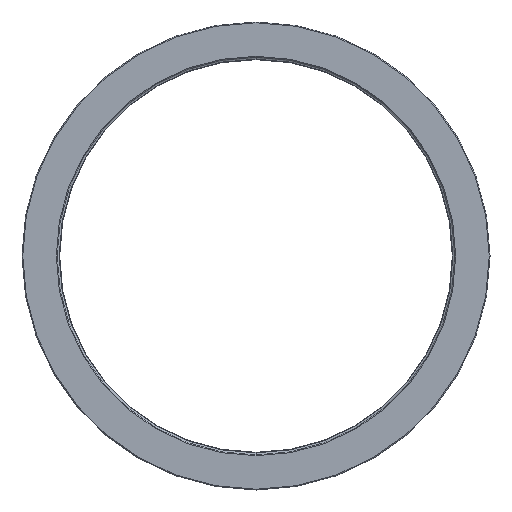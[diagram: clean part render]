
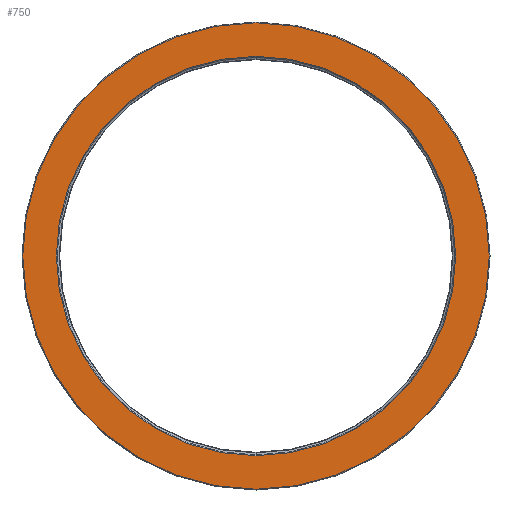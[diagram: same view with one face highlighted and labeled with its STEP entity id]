
A CAD part, front view. The second image highlights one B-rep face of the part: STEP entity #750.
In plain terms, the highlighted planar face has unit normal (0, -1, 0).
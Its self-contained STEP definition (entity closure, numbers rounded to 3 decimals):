
#26 = DIRECTION ( 'NONE',  ( 0., 0., -1. ) ) ;
#27 = DIRECTION ( 'NONE',  ( 0., 1., 0. ) ) ;
#28 = CARTESIAN_POINT ( 'NONE',  ( 0., 0., 0. ) ) ;
#30 = VERTEX_POINT ( 'NONE', #323 ) ;
#62 = DIRECTION ( 'NONE',  ( 0., 0., -1. ) ) ;
#63 = DIRECTION ( 'NONE',  ( 0., -1., 0. ) ) ;
#64 = CARTESIAN_POINT ( 'NONE',  ( 0., 0., 0. ) ) ;
#71 = VERTEX_POINT ( 'NONE', #138 ) ;
#93 = DIRECTION ( 'NONE',  ( 0., 0., -1. ) ) ;
#96 = PLANE ( 'NONE',  #927 ) ;
#97 = FACE_OUTER_BOUND ( 'NONE', #117, .T. ) ;
#101 = FACE_BOUND ( 'NONE', #277, .T. ) ;
#102 = CARTESIAN_POINT ( 'NONE',  ( -76.5, 0., 0. ) ) ;
#110 = DIRECTION ( 'NONE',  ( 0., -1., 0. ) ) ;
#117 = EDGE_LOOP ( 'NONE', ( #263, #282 ) ) ;
#127 = CARTESIAN_POINT ( 'NONE',  ( 0., 0., -76.8 ) ) ;
#135 = CARTESIAN_POINT ( 'NONE',  ( 0., 0., 89.7 ) ) ;
#138 = CARTESIAN_POINT ( 'NONE',  ( 0., 0., 76.8 ) ) ;
#185 = VERTEX_POINT ( 'NONE', #127 ) ;
#206 = VERTEX_POINT ( 'NONE', #135 ) ;
#263 = ORIENTED_EDGE ( 'NONE', *, *, #798, .T. ) ;
#268 = ORIENTED_EDGE ( 'NONE', *, *, #762, .T. ) ;
#269 = ORIENTED_EDGE ( 'NONE', *, *, #778, .T. ) ;
#277 = EDGE_LOOP ( 'NONE', ( #269, #268 ) ) ;
#282 = ORIENTED_EDGE ( 'NONE', *, *, #755, .T. ) ;
#323 = CARTESIAN_POINT ( 'NONE',  ( 0., 0., -89.7 ) ) ;
#435 = DIRECTION ( 'NONE',  ( 0., 0., -1. ) ) ;
#438 = DIRECTION ( 'NONE',  ( 0., -1., 0. ) ) ;
#439 = CARTESIAN_POINT ( 'NONE',  ( 0., 0., 0. ) ) ;
#543 = DIRECTION ( 'NONE',  ( 0., 0., -1. ) ) ;
#546 = DIRECTION ( 'NONE',  ( 0., 1., 0. ) ) ;
#548 = CARTESIAN_POINT ( 'NONE',  ( 0., 0., 0. ) ) ;
#660 = AXIS2_PLACEMENT_3D ( 'NONE', #439, #438, #435 ) ;
#750 = ADVANCED_FACE ( 'NONE', ( #101, #97 ), #96, .T. ) ;
#755 = EDGE_CURVE ( 'NONE', #30, #206, #931, .T. ) ;
#762 = EDGE_CURVE ( 'NONE', #71, #185, #921, .T. ) ;
#778 = EDGE_CURVE ( 'NONE', #185, #71, #918, .T. ) ;
#798 = EDGE_CURVE ( 'NONE', #206, #30, #887, .T. ) ;
#864 = AXIS2_PLACEMENT_3D ( 'NONE', #64, #63, #62 ) ;
#887 = CIRCLE ( 'NONE', #660, 89.7 ) ;
#903 = AXIS2_PLACEMENT_3D ( 'NONE', #548, #546, #543 ) ;
#918 = CIRCLE ( 'NONE', #903, 76.8 ) ;
#921 = CIRCLE ( 'NONE', #936, 76.8 ) ;
#927 = AXIS2_PLACEMENT_3D ( 'NONE', #102, #110, #93 ) ;
#931 = CIRCLE ( 'NONE', #864, 89.7 ) ;
#936 = AXIS2_PLACEMENT_3D ( 'NONE', #28, #27, #26 ) ;
